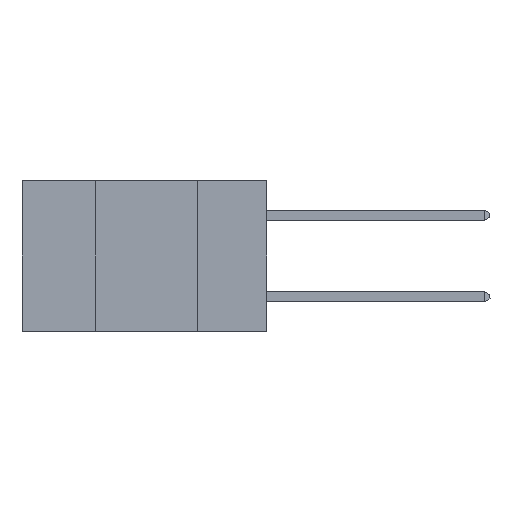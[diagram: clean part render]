
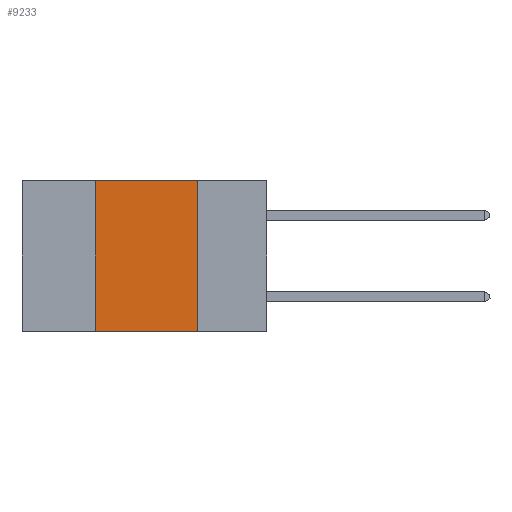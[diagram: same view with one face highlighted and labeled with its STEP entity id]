
A CAD part, left-side view. The second image highlights one B-rep face of the part: STEP entity #9233.
In plain terms, the highlighted planar face has unit normal (-1, 0, 0).
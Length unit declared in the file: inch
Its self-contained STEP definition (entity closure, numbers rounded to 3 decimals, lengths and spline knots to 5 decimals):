
#1020 = CARTESIAN_POINT ( 'NONE',  ( 0., 0.17, 0. ) ) ;
#1139 = CARTESIAN_POINT ( 'NONE',  ( 0., 0.17, -0.37 ) ) ;
#1258 = CARTESIAN_POINT ( 'NONE',  ( 0., 0.6, 0. ) ) ;
#1345 = DIRECTION ( 'NONE',  ( 0., 0., -1. ) ) ;
#1403 = EDGE_LOOP ( 'NONE', ( #11354, #4789, #6145, #8811 ) ) ;
#1473 = VECTOR ( 'NONE', #11141, 39.37008 ) ;
#1985 = VERTEX_POINT ( 'NONE', #7123 ) ;
#2080 = FACE_OUTER_BOUND ( 'NONE', #1403, .T. ) ;
#2204 = LINE ( 'NONE', #8752, #10251 ) ;
#2347 = AXIS2_PLACEMENT_3D ( 'NONE', #1258, #3175, #1345 ) ;
#2612 = VERTEX_POINT ( 'NONE', #7604 ) ;
#2745 = VECTOR ( 'NONE', #9228, 39.37008 ) ;
#3175 = DIRECTION ( 'NONE',  ( 1., 0., 0. ) ) ;
#3932 = CARTESIAN_POINT ( 'NONE',  ( 0., 0.17, 0. ) ) ;
#4028 = LINE ( 'NONE', #5159, #7915 ) ;
#4029 = PLANE ( 'NONE',  #2347 ) ;
#4789 = ORIENTED_EDGE ( 'NONE', *, *, #4883, .F. ) ;
#4883 = EDGE_CURVE ( 'NONE', #2612, #7695, #2204, .T. ) ;
#5077 = DIRECTION ( 'NONE',  ( 0., 0., 1. ) ) ;
#5159 = CARTESIAN_POINT ( 'NONE',  ( 0., 0.42, 0. ) ) ;
#5893 = CARTESIAN_POINT ( 'NONE',  ( 0., 0.6, -0.37 ) ) ;
#5918 = LINE ( 'NONE', #1020, #2745 ) ;
#6145 = ORIENTED_EDGE ( 'NONE', *, *, #7280, .F. ) ;
#7060 = DIRECTION ( 'NONE',  ( 0., -1., 0. ) ) ;
#7123 = CARTESIAN_POINT ( 'NONE',  ( 0., 0.42, -0.37 ) ) ;
#7280 = EDGE_CURVE ( 'NONE', #1985, #2612, #4028, .T. ) ;
#7359 = LINE ( 'NONE', #5893, #1473 ) ;
#7604 = CARTESIAN_POINT ( 'NONE',  ( 0., 0.42, 0. ) ) ;
#7695 = VERTEX_POINT ( 'NONE', #3932 ) ;
#7713 = EDGE_CURVE ( 'NONE', #1985, #11179, #7359, .T. ) ;
#7915 = VECTOR ( 'NONE', #5077, 39.37008 ) ;
#8752 = CARTESIAN_POINT ( 'NONE',  ( 0., 0.6, 0. ) ) ;
#8811 = ORIENTED_EDGE ( 'NONE', *, *, #7713, .T. ) ;
#9228 = DIRECTION ( 'NONE',  ( 0., 0., -1. ) ) ;
#9233 = ADVANCED_FACE ( 'NONE', ( #2080 ), #4029, .F. ) ;
#10065 = EDGE_CURVE ( 'NONE', #7695, #11179, #5918, .T. ) ;
#10251 = VECTOR ( 'NONE', #7060, 39.37008 ) ;
#11141 = DIRECTION ( 'NONE',  ( 0., -1., 0. ) ) ;
#11179 = VERTEX_POINT ( 'NONE', #1139 ) ;
#11354 = ORIENTED_EDGE ( 'NONE', *, *, #10065, .F. ) ;
